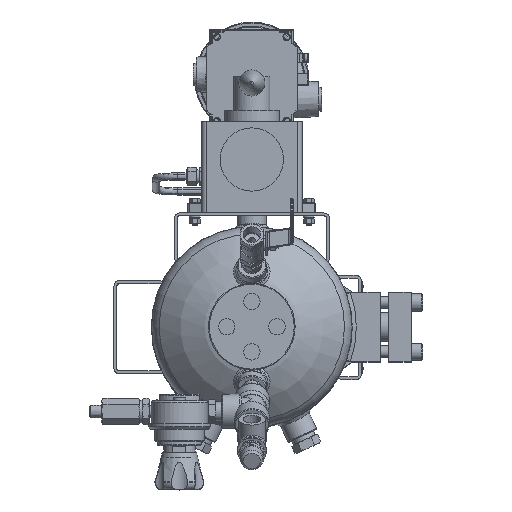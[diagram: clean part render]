
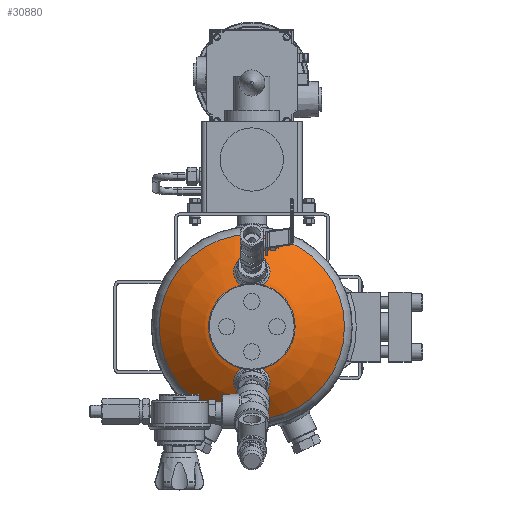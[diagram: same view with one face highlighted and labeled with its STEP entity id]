
A CAD part, top view. The second image highlights one B-rep face of the part: STEP entity #30880.
In plain terms, the highlighted spherical face has radius 140.215 mm.
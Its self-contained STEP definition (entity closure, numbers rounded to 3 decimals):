
#4226=SPHERICAL_SURFACE('',#43838,140.215);
#6087=CIRCLE('',#43839,17.526);
#6088=CIRCLE('',#43840,22.513);
#6089=CIRCLE('',#43841,17.526);
#6090=CIRCLE('',#43842,101.553);
#7705=ORIENTED_EDGE('',*,*,#16394,.T.);
#7706=ORIENTED_EDGE('',*,*,#16395,.T.);
#7707=ORIENTED_EDGE('',*,*,#16396,.T.);
#7708=ORIENTED_EDGE('',*,*,#16397,.F.);
#16394=EDGE_CURVE('',#20751,#20751,#6087,.T.);
#16395=EDGE_CURVE('',#20752,#20752,#6088,.T.);
#16396=EDGE_CURVE('',#20753,#20753,#6089,.T.);
#16397=EDGE_CURVE('',#20754,#20754,#6090,.T.);
#20751=VERTEX_POINT('',#58399);
#20752=VERTEX_POINT('',#58401);
#20753=VERTEX_POINT('',#58403);
#20754=VERTEX_POINT('',#58405);
#24480=EDGE_LOOP('',(#7705));
#24481=EDGE_LOOP('',(#7706));
#24482=EDGE_LOOP('',(#7707));
#24483=EDGE_LOOP('',(#7708));
#27405=FACE_BOUND('',#24480,.T.);
#27406=FACE_BOUND('',#24481,.T.);
#27407=FACE_BOUND('',#24482,.T.);
#27408=FACE_BOUND('',#24483,.T.);
#30880=ADVANCED_FACE('',(#27405,#27406,#27407,#27408),#4226,.T.);
#43838=AXIS2_PLACEMENT_3D('',#58397,#47577,#47578);
#43839=AXIS2_PLACEMENT_3D('',#58398,#47579,#47580);
#43840=AXIS2_PLACEMENT_3D('',#58400,#47581,#47582);
#43841=AXIS2_PLACEMENT_3D('',#58402,#47583,#47584);
#43842=AXIS2_PLACEMENT_3D('',#58404,#47585,#47586);
#47577=DIRECTION('',(0.,0.,-1.));
#47578=DIRECTION('',(-1.,0.,0.));
#47579=DIRECTION('',(-0.435,0.,-0.9));
#47580=DIRECTION('',(-0.9,0.,0.435));
#47581=DIRECTION('',(0.,0.,-1.));
#47582=DIRECTION('',(-1.,0.,0.));
#47583=DIRECTION('',(0.435,0.,-0.9));
#47584=DIRECTION('',(-0.9,0.,-0.435));
#47585=DIRECTION('',(0.,0.,-1.));
#47586=DIRECTION('',(-1.,0.,0.));
#58397=CARTESIAN_POINT('',(0.,0.,-38.615));
#58398=CARTESIAN_POINT('',(60.522,0.,86.646));
#58399=CARTESIAN_POINT('',(44.741,0.,94.27));
#58400=CARTESIAN_POINT('',(0.,0.,99.781));
#58401=CARTESIAN_POINT('',(-22.513,0.,99.781));
#58402=CARTESIAN_POINT('',(-60.522,0.,86.646));
#58403=CARTESIAN_POINT('',(-76.302,0.,79.021));
#58404=CARTESIAN_POINT('',(0.,0.,58.066));
#58405=CARTESIAN_POINT('',(-101.553,0.,58.066));
